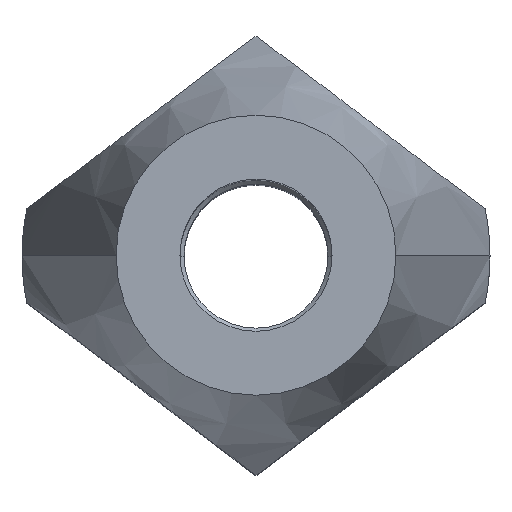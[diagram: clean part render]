
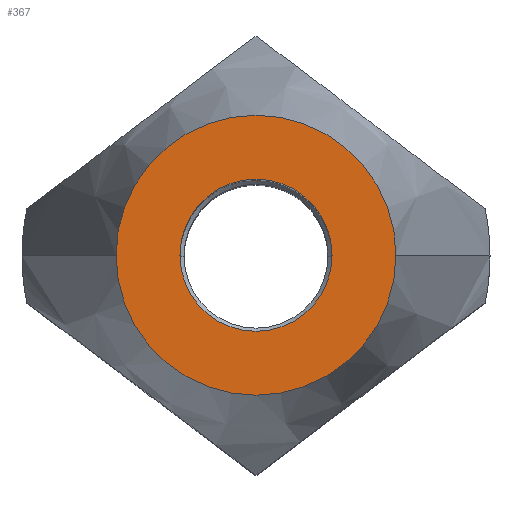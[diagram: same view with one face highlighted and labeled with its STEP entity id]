
A CAD part, top view. The second image highlights one B-rep face of the part: STEP entity #367.
In plain terms, the highlighted planar face has unit normal (0, 0, 1).
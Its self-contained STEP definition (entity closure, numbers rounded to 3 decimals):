
#181=VERTEX_POINT('',#500);
#203=EDGE_CURVE('',#225,#181,#525,.T.);
#225=VERTEX_POINT('',#550);
#243=EDGE_CURVE('',#329,#261,#569,.T.);
#261=VERTEX_POINT('',#589);
#329=VERTEX_POINT('',#667);
#367=ADVANCED_FACE('',(#710,#711),#712,.T.);
#455=EDGE_CURVE('',#261,#329,#807,.T.);
#457=EDGE_CURVE('',#181,#225,#809,.T.);
#500=CARTESIAN_POINT('',(-2.392,0.,10.0));
#525=CIRCLE('',#878,2.392);
#550=CARTESIAN_POINT('',(2.392,0.,10.0));
#569=CIRCLE('',#942,1.3);
#589=CARTESIAN_POINT('',(1.3,0.,10.0));
#667=CARTESIAN_POINT('',(-1.3,0.,10.0));
#710=FACE_BOUND('',#1157,.T.);
#711=FACE_OUTER_BOUND('',#1158,.T.);
#712=PLANE('',#1159);
#807=CIRCLE('',#1287,1.3);
#809=CIRCLE('',#1290,2.392);
#878=AXIS2_PLACEMENT_3D('',#1355,#1356,#1357);
#942=AXIS2_PLACEMENT_3D('',#1402,#1403,#1404);
#1157=EDGE_LOOP('',(#1595,#1596));
#1158=EDGE_LOOP('',(#1597,#1598));
#1159=AXIS2_PLACEMENT_3D('',#1599,#1600,#1601);
#1287=AXIS2_PLACEMENT_3D('',#1701,#1702,#1703);
#1290=AXIS2_PLACEMENT_3D('',#1704,#1705,#1706);
#1355=CARTESIAN_POINT('',(0.,0.,10.0));
#1356=DIRECTION('',(0.,0.,1.0));
#1357=DIRECTION('',(-1.0,0.,-0.0));
#1402=CARTESIAN_POINT('',(0.0,0.0,10.0));
#1403=DIRECTION('',(0.,0.,-1.0));
#1404=DIRECTION('',(1.0,0.,0.));
#1595=ORIENTED_EDGE('',*,*,#243,.T.);
#1596=ORIENTED_EDGE('',*,*,#455,.T.);
#1597=ORIENTED_EDGE('',*,*,#457,.T.);
#1598=ORIENTED_EDGE('',*,*,#203,.T.);
#1599=CARTESIAN_POINT('',(-1.196,0.,10.0));
#1600=DIRECTION('',(0.,0.,1.0));
#1601=DIRECTION('',(-1.0,0.,-0.0));
#1701=CARTESIAN_POINT('',(0.0,0.0,10.0));
#1702=DIRECTION('',(0.,0.,-1.0));
#1703=DIRECTION('',(1.0,0.,0.));
#1704=CARTESIAN_POINT('',(0.,0.,10.0));
#1705=DIRECTION('',(0.,0.,1.0));
#1706=DIRECTION('',(-1.0,0.,-0.0));
